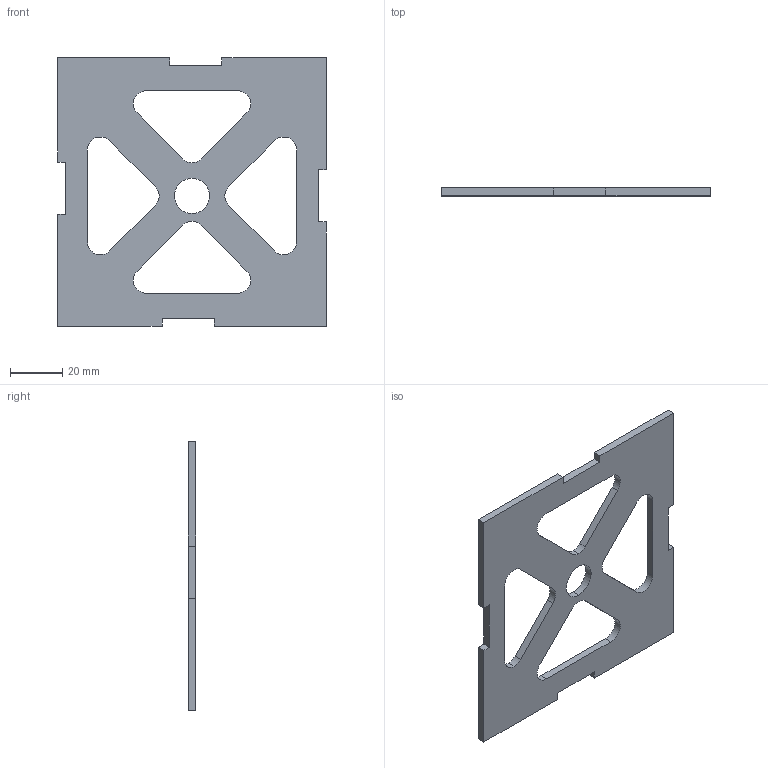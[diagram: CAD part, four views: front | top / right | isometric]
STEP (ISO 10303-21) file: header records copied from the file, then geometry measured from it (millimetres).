
FILE_DESCRIPTION (( 'STEP AP203' ), '1' );
FILE_NAME ('top.STEP', '2023-09-23T20:20:20', ( '' ), ( '' ), 'SwSTEP 2.0', 'SolidWorks 2022', '' );
FILE_SCHEMA (( 'CONFIG_CONTROL_DESIGN' ));
Length unit declared in the file: millimetre
Products named in the file (1): top
Bounding box: 103 x 3 x 103 mm (x, y, z)
Volume: 20944.5 mm3; surface area: 16792.8 mm2
Topology: 1 solids, 1 shells, 51 faces, 147 edges, 98 vertices
Faces by surface type: plane 35, cylinder 16
Entity records: 1770 total; most frequent: CARTESIAN_POINT 297, ORIENTED_EDGE 294, DIRECTION 283, EDGE_CURVE 147, VECTOR 115, LINE 115, VERTEX_POINT 98, AXIS2_PLACEMENT_3D 84
